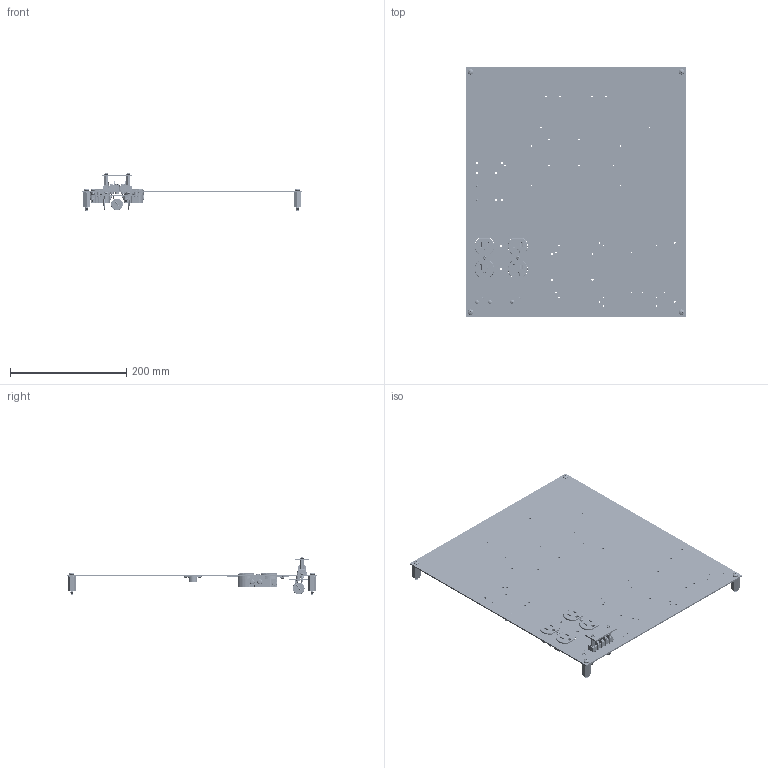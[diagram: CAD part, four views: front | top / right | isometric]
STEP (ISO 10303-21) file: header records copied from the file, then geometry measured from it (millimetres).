
FILE_DESCRIPTION (( 'STEP AP214' ), '1' );
FILE_NAME ('TEBPC181610-10F-1.step', '2020-02-04T22:51:55', ( '' ), ( '' ), 'SwSTEP 2.0', 'SolidWorks 2018', '' );
FILE_SCHEMA (( 'AUTOMOTIVE_DESIGN' ));
Length unit declared in the file: inch
Products named in the file (25): XFS-0066_90272A147; XFN-0022; TEBPC181610-10F-1; XMH-0007; XA-XF685-19; XERZ-V20D241; XMH-0010; XF685-01; XFN-0013; XFS-0031; XCTB-0002; XLBL-F704-UL_With Actual Text; XFW-0004; XFS-0020_91735A827; XFS-0017; X-ASSY-HYP285-1; XF797-02; XFS-0006; XMH-0025; XFS-0032_91735A151; XFW-0002; 1AW05-083_With Actual Text; XFS-0067_XFS-0067; X-PCB-HYP285; 1AW05-082_With Actual Text
Assembly tree (46 placements, depth 4):
  TEBPC181610-10F-1
    XA-XF685-19
      XF685-01
      XMH-0010  x2
      XCTB-0002
      XLBL-F704-UL_With Actual Text
      1AW05-083_With Actual Text
      XFS-0017
      XFN-0022  x2
      X-ASSY-HYP285-1
        X-PCB-HYP285
        XERZ-V20D241  x3
      XFS-0066_90272A147  x2
      XFS-0006  x2
      XFN-0013  x2
      XFW-0004  x2
      XFS-0067_XFS-0067  x2
      XFS-0032_91735A151  x2
      1AW05-082_With Actual Text
    XFW-0002  x4
    XFS-0020_91735A827  x4
    XMH-0007  x4
    XF797-02
    XFS-0017  x2
    XMH-0025
    XFS-0031  x2
Bounding box: 377.82 x 428.62 x 64.7 mm (x, y, z)
Volume: 517451.4 mm3; surface area: 382882.9 mm2
Topology: 44 solids, 44 shells, 4454 faces, 11444 edges, 7205 vertices
Faces by surface type: plane 1484, cylinder 1427, cone 984, bspline 346, torus 164, sphere 49
Entity records: 120957 total; most frequent: CARTESIAN_POINT 44695, ORIENTED_EDGE 13126, DIRECTION 11217, EDGE_CURVE 6563, VERTEX_POINT 4202, AXIS2_PLACEMENT_3D 3852, VECTOR 3513, LINE 3513
